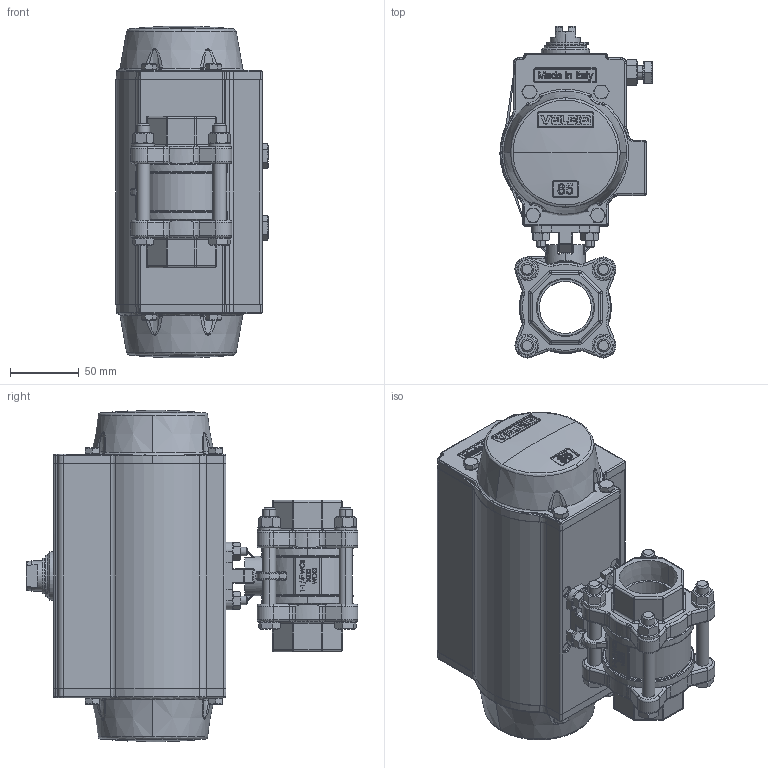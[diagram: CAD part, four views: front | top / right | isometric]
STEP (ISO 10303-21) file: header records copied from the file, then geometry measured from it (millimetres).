
FILE_DESCRIPTION (( 'STEP AP203' ), '1' );
FILE_NAME ('8700-125F_UT-2.5.STEP', '2017-11-20T15:31:08', ( '' ), ( '' ), 'SwSTEP 2.0', 'SolidWorks 2014', '' );
FILE_SCHEMA (( 'CONFIG_CONTROL_DESIGN' ));
Length unit declared in the file: inch
Products named in the file (1): 8700-125F_UT-2.5
Bounding box: 110.39 x 240.79 x 240.69 mm (x, y, z)
Surface area: 170207.3 mm2 (no closed solid volume)
Topology: 0 solids, 26 shells, 1890 faces, 5616 edges, 3646 vertices
Faces by surface type: plane 662, bspline 420, cylinder 395, cone 236, torus 128, sphere 49
Entity records: 91482 total; most frequent: CARTESIAN_POINT 45015, ORIENTED_EDGE 9776, DIRECTION 8725, EDGE_CURVE 5590, VERTEX_POINT 3646, AXIS2_PLACEMENT_3D 3220, VECTOR 2285, LINE 2285
